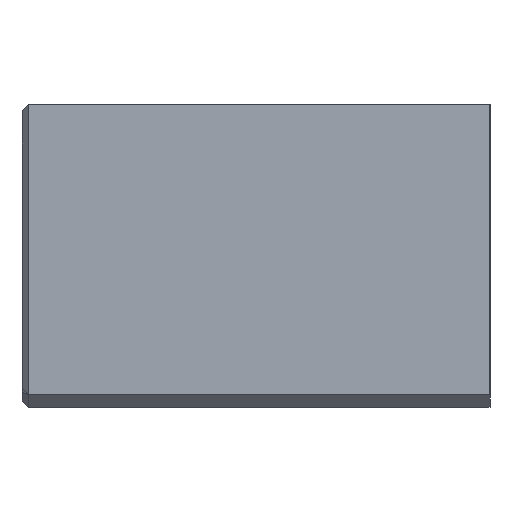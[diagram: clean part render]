
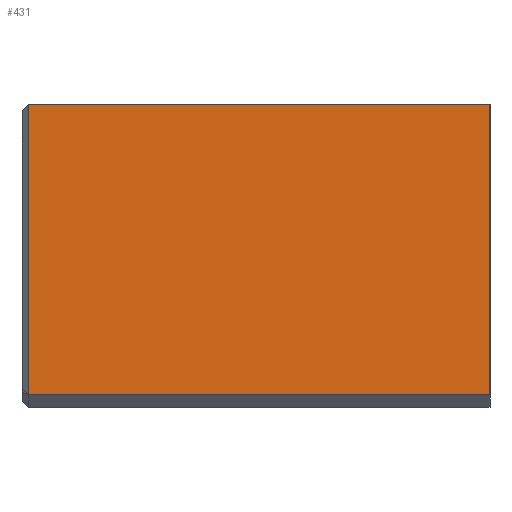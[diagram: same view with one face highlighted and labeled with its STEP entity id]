
A CAD part, left-side view. The second image highlights one B-rep face of the part: STEP entity #431.
In plain terms, the highlighted planar face has unit normal (-1, 0, 0).
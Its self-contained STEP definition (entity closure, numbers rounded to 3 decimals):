
#28 = VERTEX_POINT ( 'NONE', #831 ) ;
#44 = ORIENTED_EDGE ( 'NONE', *, *, #991, .F. ) ;
#89 = DIRECTION ( 'NONE',  ( 0., 0., -1. ) ) ;
#118 = LINE ( 'NONE', #1004, #780 ) ;
#146 = VECTOR ( 'NONE', #89, 1000. ) ;
#260 = CARTESIAN_POINT ( 'NONE',  ( -7.5, 0., 0. ) ) ;
#327 = ORIENTED_EDGE ( 'NONE', *, *, #942, .T. ) ;
#361 = CARTESIAN_POINT ( 'NONE',  ( -7.5, 7.4, -4.65 ) ) ;
#431 = ADVANCED_FACE ( 'NONE', ( #1023 ), #980, .F. ) ;
#465 = CARTESIAN_POINT ( 'NONE',  ( -7.5, 2., 0. ) ) ;
#471 = VECTOR ( 'NONE', #561, 1000. ) ;
#526 = LINE ( 'NONE', #361, #146 ) ;
#539 = EDGE_LOOP ( 'NONE', ( #760, #894, #327, #44 ) ) ;
#544 = DIRECTION ( 'NONE',  ( 0., 0., -1. ) ) ;
#561 = DIRECTION ( 'NONE',  ( 0., -1., 0. ) ) ;
#638 = VERTEX_POINT ( 'NONE', #1017 ) ;
#710 = CARTESIAN_POINT ( 'NONE',  ( -7.5, 2., 0. ) ) ;
#715 = CARTESIAN_POINT ( 'NONE',  ( -7.5, 2., -4.65 ) ) ;
#742 = VECTOR ( 'NONE', #1167, 1000. ) ;
#747 = LINE ( 'NONE', #465, #471 ) ;
#760 = ORIENTED_EDGE ( 'NONE', *, *, #1087, .F. ) ;
#780 = VECTOR ( 'NONE', #544, 1000. ) ;
#831 = CARTESIAN_POINT ( 'NONE',  ( -7.5, 0., -4.65 ) ) ;
#853 = VERTEX_POINT ( 'NONE', #1156 ) ;
#888 = VERTEX_POINT ( 'NONE', #260 ) ;
#890 = DIRECTION ( 'NONE',  ( 0., 0., 1. ) ) ;
#894 = ORIENTED_EDGE ( 'NONE', *, *, #961, .T. ) ;
#942 = EDGE_CURVE ( 'NONE', #638, #28, #1144, .T. ) ;
#961 = EDGE_CURVE ( 'NONE', #853, #638, #526, .T. ) ;
#980 = PLANE ( 'NONE',  #1039 ) ;
#991 = EDGE_CURVE ( 'NONE', #888, #28, #118, .T. ) ;
#1004 = CARTESIAN_POINT ( 'NONE',  ( -7.5, 0., 0. ) ) ;
#1017 = CARTESIAN_POINT ( 'NONE',  ( -7.5, 7.4, -4.65 ) ) ;
#1023 = FACE_OUTER_BOUND ( 'NONE', #539, .T. ) ;
#1039 = AXIS2_PLACEMENT_3D ( 'NONE', #710, #1066, #890 ) ;
#1066 = DIRECTION ( 'NONE',  ( 1., 0., 0. ) ) ;
#1087 = EDGE_CURVE ( 'NONE', #853, #888, #747, .T. ) ;
#1144 = LINE ( 'NONE', #715, #742 ) ;
#1156 = CARTESIAN_POINT ( 'NONE',  ( -7.5, 7.4, 0. ) ) ;
#1167 = DIRECTION ( 'NONE',  ( 0., -1., 0. ) ) ;
